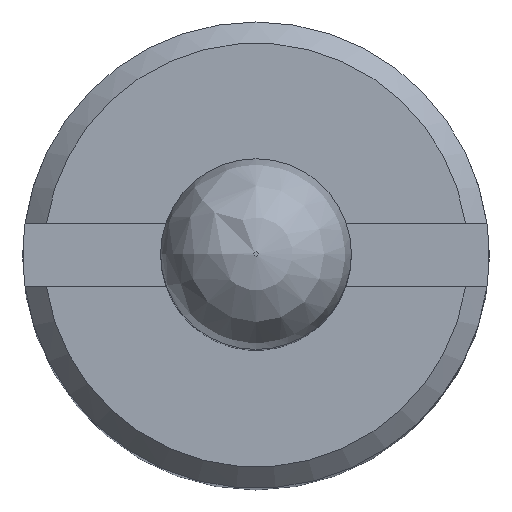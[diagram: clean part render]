
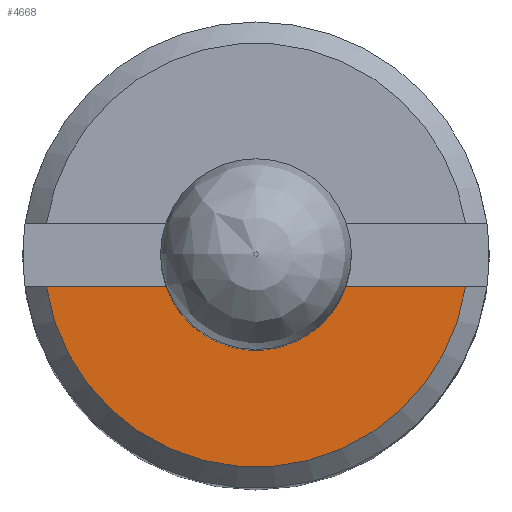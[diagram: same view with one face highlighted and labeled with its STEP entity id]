
A CAD part, top view. The second image highlights one B-rep face of the part: STEP entity #4668.
In plain terms, the highlighted face is planar.
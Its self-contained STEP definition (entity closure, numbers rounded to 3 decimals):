
#126=PLANE('',#4960);
#232=CIRCLE('',#4945,4.5);
#236=CIRCLE('',#4952,10.);
#527=FACE_OUTER_BOUND('',#792,.T.);
#792=EDGE_LOOP('',(#4046,#4047,#4048,#4049));
#1085=LINE('',#10941,#1389);
#1096=LINE('',#10981,#1400);
#1389=VECTOR('',#5664,10.);
#1400=VECTOR('',#5693,10.);
#2056=VERTEX_POINT('',#10931);
#2059=VERTEX_POINT('',#10937);
#2072=VERTEX_POINT('',#10978);
#2073=VERTEX_POINT('',#10980);
#2703=EDGE_CURVE('',#2056,#2059,#1085,.T.);
#2720=EDGE_CURVE('',#2073,#2072,#1096,.T.);
#2727=EDGE_CURVE('',#2056,#2072,#232,.T.);
#2731=EDGE_CURVE('',#2059,#2073,#236,.T.);
#4046=ORIENTED_EDGE('',*,*,#2720,.T.);
#4047=ORIENTED_EDGE('',*,*,#2727,.F.);
#4048=ORIENTED_EDGE('',*,*,#2703,.T.);
#4049=ORIENTED_EDGE('',*,*,#2731,.T.);
#4668=ADVANCED_FACE('',(#527),#126,.T.);
#4945=AXIS2_PLACEMENT_3D('',#10994,#5704,#5705);
#4952=AXIS2_PLACEMENT_3D('',#11002,#5718,#5719);
#4960=AXIS2_PLACEMENT_3D('',#11015,#5737,#5738);
#5664=DIRECTION('',(0.,0.,-1.));
#5693=DIRECTION('',(0.,0.,-1.));
#5704=DIRECTION('center_axis',(1.,0.,0.));
#5705=DIRECTION('ref_axis',(0.,1.,0.));
#5718=DIRECTION('center_axis',(1.,0.,0.));
#5719=DIRECTION('ref_axis',(0.,1.,0.));
#5737=DIRECTION('center_axis',(1.,0.,0.));
#5738=DIRECTION('ref_axis',(0.,0.,-1.));
#10931=CARTESIAN_POINT('',(168.,1.5,-4.243));
#10937=CARTESIAN_POINT('',(168.,1.5,-9.887));
#10941=CARTESIAN_POINT('',(168.,1.5,-5.5));
#10978=CARTESIAN_POINT('',(168.,1.5,4.243));
#10980=CARTESIAN_POINT('',(168.,1.5,9.887));
#10981=CARTESIAN_POINT('',(168.,1.5,-5.5));
#10994=CARTESIAN_POINT('Origin',(168.,0.,0.));
#11002=CARTESIAN_POINT('Origin',(168.,0.,0.));
#11015=CARTESIAN_POINT('Origin',(168.,7.25,0.));
